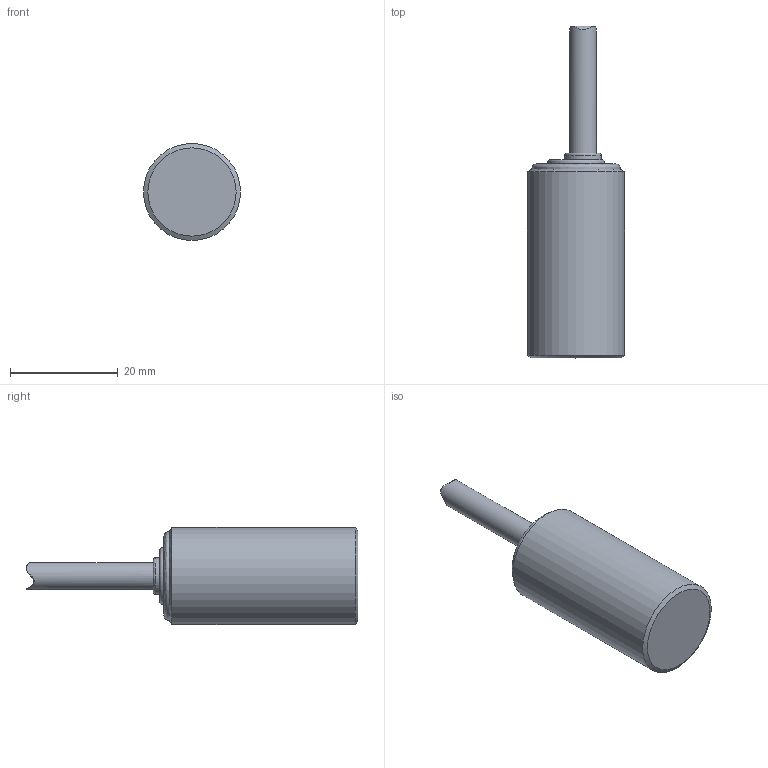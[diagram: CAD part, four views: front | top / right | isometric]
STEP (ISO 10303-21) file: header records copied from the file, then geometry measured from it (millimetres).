
FILE_DESCRIPTION (( 'STEP AP214' ), '1' );
FILE_NAME ('DW-AD-509-M18-x20.STEP', '2019-09-11T17:32:20', ( '' ), ( '' ), 'SwSTEP 2.0', 'SolidWorks 2018', '' );
FILE_SCHEMA (( 'AUTOMOTIVE_DESIGN' ));
Length unit declared in the file: millimetre
Products named in the file (1): DW-AD-509-M18-x20
Bounding box: 18 x 61.6 x 18 mm (x, y, z)
Volume: 9746.6 mm3; surface area: 3012 mm2
Topology: 2 solids, 2 shells, 14 faces, 27 edges, 19 vertices
Faces by surface type: plane 5, bspline 4, cylinder 3, cone 2
Full cylindrical faces by diameter (mm): 5 x1, 6.8 x1, 18 x1
Entity records: 522 total; most frequent: CARTESIAN_POINT 270, DIRECTION 40, ORIENTED_EDGE 28, EDGE_LOOP 24, AXIS2_PLACEMENT_3D 20, FACE_OUTER_BOUND 20, EDGE_CURVE 14, VERTEX_POINT 14
